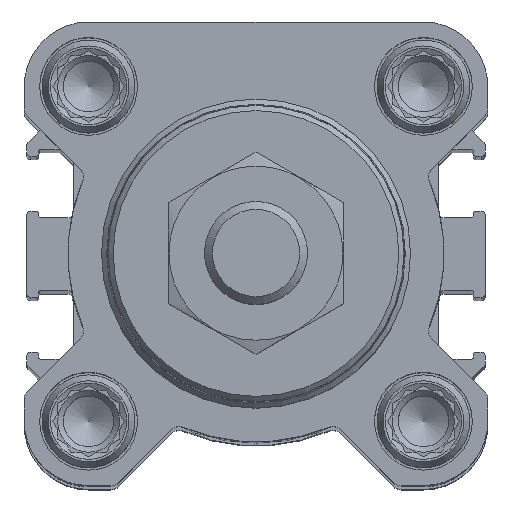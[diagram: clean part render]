
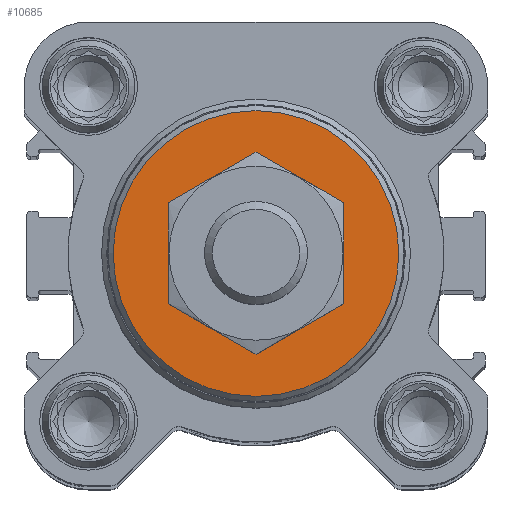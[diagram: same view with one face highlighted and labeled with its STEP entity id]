
A CAD part, top view. The second image highlights one B-rep face of the part: STEP entity #10685.
In plain terms, the highlighted planar face has unit normal (0, 0, 1).
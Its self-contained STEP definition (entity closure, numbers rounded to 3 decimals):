
#2088=PLANE('',#11646);
#2631=CIRCLE('',#11647,13.869);
#2632=CIRCLE('',#11648,6.);
#4498=ORIENTED_EDGE('',*,*,#6825,.F.);
#4499=ORIENTED_EDGE('',*,*,#6826,.T.);
#6825=EDGE_CURVE('',#8102,#8102,#2631,.T.);
#6826=EDGE_CURVE('',#8103,#8103,#2632,.T.);
#8102=VERTEX_POINT('',#17695);
#8103=VERTEX_POINT('',#17697);
#8980=EDGE_LOOP('',(#4498));
#8981=EDGE_LOOP('',(#4499));
#9755=FACE_BOUND('',#8980,.T.);
#9756=FACE_BOUND('',#8981,.T.);
#10685=ADVANCED_FACE('',(#9755,#9756),#2088,.F.);
#11646=AXIS2_PLACEMENT_3D('',#17693,#13765,#13766);
#11647=AXIS2_PLACEMENT_3D('',#17694,#13767,#13768);
#11648=AXIS2_PLACEMENT_3D('',#17696,#13769,#13770);
#13765=DIRECTION('',(0.,0.,-1.));
#13766=DIRECTION('',(-1.,0.,0.));
#13767=DIRECTION('',(0.,0.,-1.));
#13768=DIRECTION('',(-1.,0.,0.));
#13769=DIRECTION('',(0.,0.,-1.));
#13770=DIRECTION('',(-1.,0.,0.));
#17693=CARTESIAN_POINT('',(0.,0.,18.));
#17694=CARTESIAN_POINT('',(0.,0.,18.));
#17695=CARTESIAN_POINT('',(-13.869,0.,18.));
#17696=CARTESIAN_POINT('',(0.,0.,18.));
#17697=CARTESIAN_POINT('',(-6.,0.,18.));
